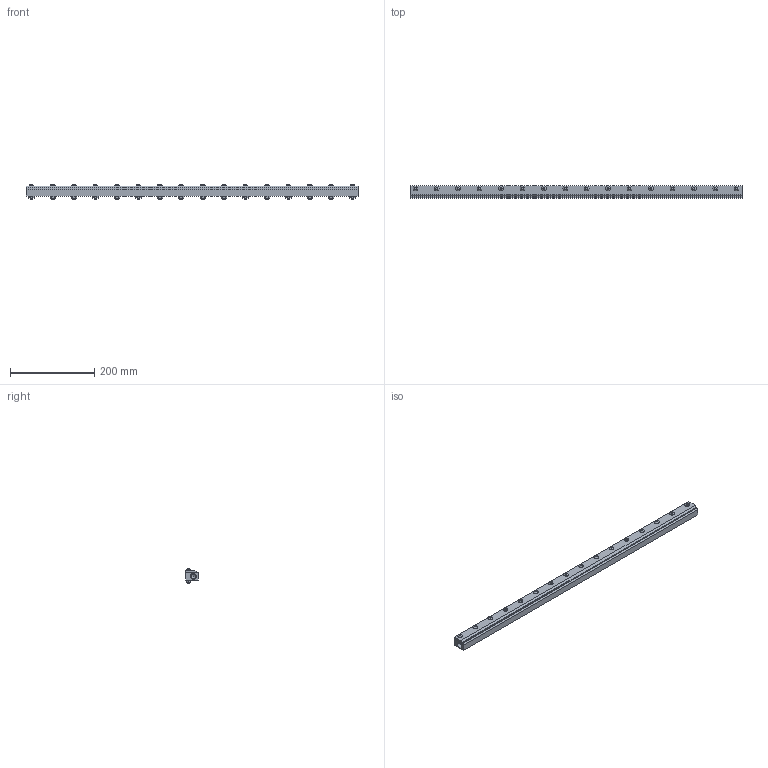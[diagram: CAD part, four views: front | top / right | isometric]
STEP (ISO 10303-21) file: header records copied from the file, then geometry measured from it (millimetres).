
FILE_DESCRIPTION((''),'2;1');
FILE_NAME('2030SS.stp','2010-04-29T09:04:40',('michael witt'),(''),'Autodesk Inventor 2010','Autodesk Inventor 2010','');
FILE_SCHEMA(('AUTOMOTIVE_DESIGN { 1 0 10303 214 1 1 1 1 }'));
Length unit declared in the file: inch
Products named in the file (35): Assembly15; Part618; Part620; Part622; Part624; Part626; Part628; Part630; Part632; Part634; Part636; Part638; Part640; Part642; Part644; Part646; Part648; Part650; Part652; Part654; Part656; Part658; Part660; Part662; Part664; Part666; Part668; Part670; Part672; Part674; Part676; Part678; Part680; Part682; Part684
Assembly tree (34 placements, depth 2):
  Assembly15
    Part618
    Part620
    Part622
    Part624
    Part626
    Part628
    Part630
    Part632
    Part634
    Part636
    Part638
    Part640
    Part642
    Part644
    Part646
    Part648
    Part650
    Part652
    Part654
    Part656
    Part658
    Part660
    Part662
    Part664
    Part666
    Part668
    Part670
    Part672
    Part674
    Part676
    Part678
    Part680
    Part682
    Part684
Bounding box: 787.4 x 30.48 x 35.1 mm (x, y, z)
Volume: 550376.6 mm3; surface area: 152975.5 mm2
Topology: 34 solids, 34 shells, 422 faces, 959 edges, 639 vertices
Faces by surface type: plane 302, cylinder 82, bspline 20, cone 18
Full cylindrical faces by diameter (mm): 6.35 x64, 11.1 x16, 11.113 x1
Entity records: 12855 total; most frequent: CARTESIAN_POINT 2659, DIRECTION 1950, ORIENTED_EDGE 1612, EDGE_CURVE 806, AXIS2_PLACEMENT_3D 673, EDGE_LOOP 670, VERTEX_POINT 604, VECTOR 604
